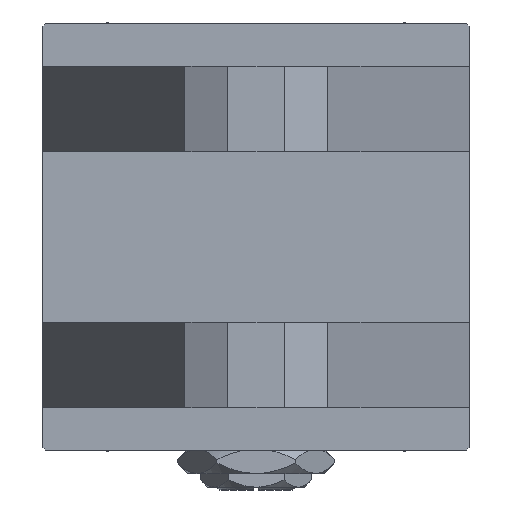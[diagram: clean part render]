
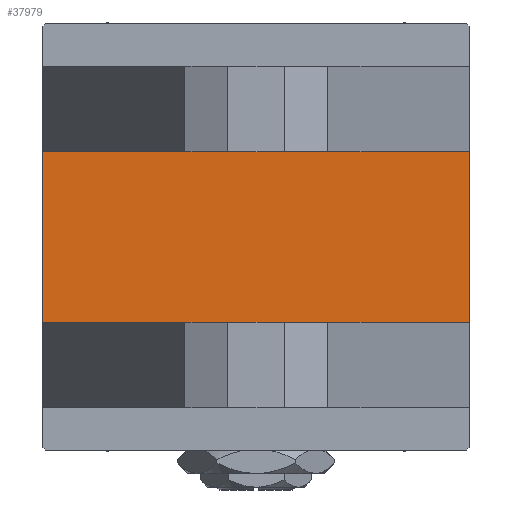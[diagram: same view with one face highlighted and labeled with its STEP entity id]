
A CAD part, left-side view. The second image highlights one B-rep face of the part: STEP entity #37979.
In plain terms, the highlighted planar face has unit normal (-1, 0, 0).
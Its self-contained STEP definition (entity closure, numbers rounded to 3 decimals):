
#176 = CARTESIAN_POINT ( 'NONE',  ( 0., -15., 37.5 ) ) ;
#432 = DIRECTION ( 'NONE',  ( -1., 0., 0. ) ) ;
#1491 = CARTESIAN_POINT ( 'NONE',  ( 0., 0., 0. ) ) ;
#2766 = VERTEX_POINT ( 'NONE', #34805 ) ;
#4487 = EDGE_CURVE ( 'NONE', #2766, #19911, #25262, .T. ) ;
#6224 = AXIS2_PLACEMENT_3D ( 'NONE', #1491, #432, #12594 ) ;
#10104 = ORIENTED_EDGE ( 'NONE', *, *, #4487, .F. ) ;
#11438 = EDGE_CURVE ( 'NONE', #33087, #24457, #48220, .T. ) ;
#12594 = DIRECTION ( 'NONE',  ( 0., 0., 1. ) ) ;
#13152 = DIRECTION ( 'NONE',  ( 0., 0., -1. ) ) ;
#17078 = FACE_OUTER_BOUND ( 'NONE', #22106, .T. ) ;
#17420 = VECTOR ( 'NONE', #13152, 1000. ) ;
#19027 = DIRECTION ( 'NONE',  ( 0., -1., 0. ) ) ;
#19280 = LINE ( 'NONE', #35356, #39814 ) ;
#19911 = VERTEX_POINT ( 'NONE', #22132 ) ;
#21920 = CARTESIAN_POINT ( 'NONE',  ( 0., 37.5, -37.5 ) ) ;
#22106 = EDGE_LOOP ( 'NONE', ( #50850, #10104, #46080, #47264 ) ) ;
#22132 = CARTESIAN_POINT ( 'NONE',  ( 0., -15., -37.5 ) ) ;
#22970 = LINE ( 'NONE', #21920, #39848 ) ;
#24264 = DIRECTION ( 'NONE',  ( 0., -1., 0. ) ) ;
#24457 = VERTEX_POINT ( 'NONE', #38979 ) ;
#24475 = DIRECTION ( 'NONE',  ( 0., 0., -1. ) ) ;
#25262 = LINE ( 'NONE', #176, #33237 ) ;
#33087 = VERTEX_POINT ( 'NONE', #46263 ) ;
#33237 = VECTOR ( 'NONE', #24475, 1000. ) ;
#34805 = CARTESIAN_POINT ( 'NONE',  ( 0., -15., 37.5 ) ) ;
#35356 = CARTESIAN_POINT ( 'NONE',  ( 0., 37.5, 37.5 ) ) ;
#35959 = EDGE_CURVE ( 'NONE', #33087, #2766, #19280, .T. ) ;
#36425 = EDGE_CURVE ( 'NONE', #24457, #19911, #22970, .T. ) ;
#37365 = PLANE ( 'NONE',  #6224 ) ;
#37979 = ADVANCED_FACE ( 'NONE', ( #17078 ), #37365, .T. ) ;
#38979 = CARTESIAN_POINT ( 'NONE',  ( 0., 15., -37.5 ) ) ;
#39814 = VECTOR ( 'NONE', #24264, 1000. ) ;
#39848 = VECTOR ( 'NONE', #19027, 1000. ) ;
#46080 = ORIENTED_EDGE ( 'NONE', *, *, #35959, .F. ) ;
#46263 = CARTESIAN_POINT ( 'NONE',  ( 0., 15., 37.5 ) ) ;
#47264 = ORIENTED_EDGE ( 'NONE', *, *, #11438, .T. ) ;
#48220 = LINE ( 'NONE', #49264, #17420 ) ;
#49264 = CARTESIAN_POINT ( 'NONE',  ( 0., 15., 37.5 ) ) ;
#50850 = ORIENTED_EDGE ( 'NONE', *, *, #36425, .T. ) ;
